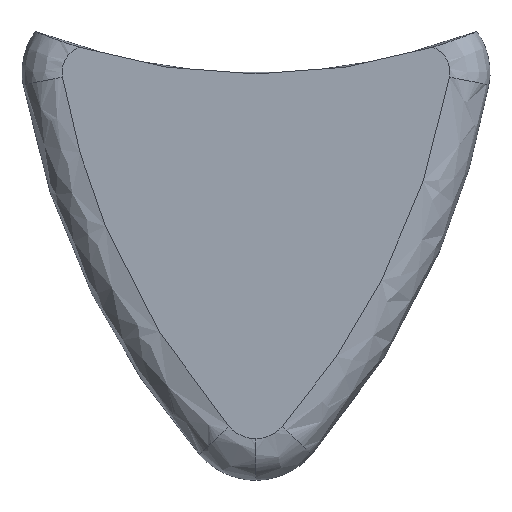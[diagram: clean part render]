
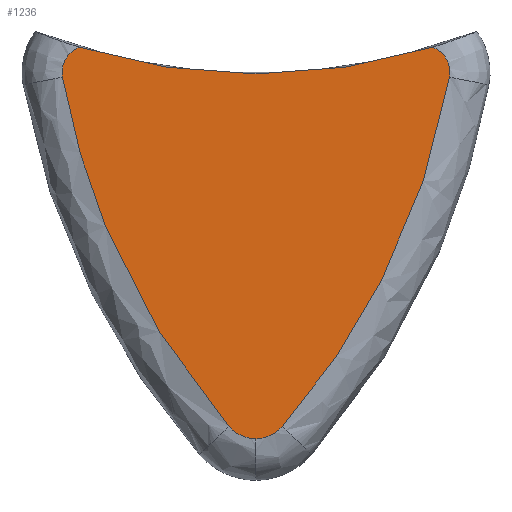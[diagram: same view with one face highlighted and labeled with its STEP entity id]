
A CAD part, top view. The second image highlights one B-rep face of the part: STEP entity #1236.
In plain terms, the highlighted planar face has unit normal (0, 0, 1).
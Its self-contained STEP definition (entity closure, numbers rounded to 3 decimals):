
#20=ELLIPSE('',#1354,1.324,1.279);
#23=ELLIPSE('',#1358,1.324,1.279);
#24=ELLIPSE('',#1359,35.444,34.239);
#25=ELLIPSE('',#1360,1.875,1.811);
#26=ELLIPSE('',#1361,1.875,1.811);
#27=ELLIPSE('',#1362,35.274,34.074);
#82=PLANE('',#1357);
#155=FACE_OUTER_BOUND('',#225,.T.);
#225=EDGE_LOOP('',(#1078,#1079,#1080,#1081,#1082,#1083,#1084));
#514=CIRCLE('',#1353,29.75);
#612=VERTEX_POINT('',#2045);
#614=VERTEX_POINT('',#2060);
#615=VERTEX_POINT('',#2151);
#617=VERTEX_POINT('',#2157);
#618=VERTEX_POINT('',#2159);
#619=VERTEX_POINT('',#2161);
#620=VERTEX_POINT('',#2163);
#784=EDGE_CURVE('',#612,#614,#514,.T.);
#785=EDGE_CURVE('',#612,#615,#20,.T.);
#788=EDGE_CURVE('',#617,#614,#23,.T.);
#789=EDGE_CURVE('',#618,#617,#24,.T.);
#790=EDGE_CURVE('',#619,#618,#25,.T.);
#791=EDGE_CURVE('',#620,#619,#26,.T.);
#792=EDGE_CURVE('',#615,#620,#27,.T.);
#1078=ORIENTED_EDGE('',*,*,#784,.T.);
#1079=ORIENTED_EDGE('',*,*,#788,.F.);
#1080=ORIENTED_EDGE('',*,*,#789,.F.);
#1081=ORIENTED_EDGE('',*,*,#790,.F.);
#1082=ORIENTED_EDGE('',*,*,#791,.F.);
#1083=ORIENTED_EDGE('',*,*,#792,.F.);
#1084=ORIENTED_EDGE('',*,*,#785,.F.);
#1236=ADVANCED_FACE('',(#155),#82,.T.);
#1353=AXIS2_PLACEMENT_3D('',#2073,#1690,#1691);
#1354=AXIS2_PLACEMENT_3D('',#2152,#1692,#1693);
#1357=AXIS2_PLACEMENT_3D('',#2156,#1698,#1699);
#1358=AXIS2_PLACEMENT_3D('',#2158,#1700,#1701);
#1359=AXIS2_PLACEMENT_3D('',#2160,#1702,#1703);
#1360=AXIS2_PLACEMENT_3D('',#2162,#1704,#1705);
#1361=AXIS2_PLACEMENT_3D('',#2164,#1706,#1707);
#1362=AXIS2_PLACEMENT_3D('',#2165,#1708,#1709);
#1690=DIRECTION('center_axis',(0.,0.,-1.));
#1691=DIRECTION('ref_axis',(1.,0.,0.));
#1692=DIRECTION('center_axis',(0.,0.,-1.));
#1693=DIRECTION('ref_axis',(0.,-1.,0.));
#1698=DIRECTION('center_axis',(0.,0.,1.));
#1699=DIRECTION('ref_axis',(-1.,0.,0.));
#1700=DIRECTION('center_axis',(0.,0.,-1.));
#1701=DIRECTION('ref_axis',(0.,1.,0.));
#1702=DIRECTION('center_axis',(0.,0.,-1.));
#1703=DIRECTION('ref_axis',(0.,1.,0.));
#1704=DIRECTION('center_axis',(0.,0.,-1.));
#1705=DIRECTION('ref_axis',(0.,1.,0.));
#1706=DIRECTION('center_axis',(0.,0.,-1.));
#1707=DIRECTION('ref_axis',(0.,-1.,0.));
#1708=DIRECTION('center_axis',(0.,0.,-1.));
#1709=DIRECTION('ref_axis',(0.,-1.,0.));
#2045=CARTESIAN_POINT('',(8.79,-28.422,2.));
#2060=CARTESIAN_POINT('',(-8.79,-28.422,2.));
#2073=CARTESIAN_POINT('Origin',(0.,0.,2.));
#2151=CARTESIAN_POINT('',(9.643,-29.916,2.));
#2152=CARTESIAN_POINT('Origin',(8.385,-29.678,2.));
#2156=CARTESIAN_POINT('Origin',(0.,-38.143,
2.));
#2157=CARTESIAN_POINT('',(-9.643,-29.916,2.));
#2158=CARTESIAN_POINT('Origin',(-8.385,-29.678,2.));
#2159=CARTESIAN_POINT('',(-1.343,-47.318,2.));
#2160=CARTESIAN_POINT('Origin',(24.035,-23.525,2.));
#2161=CARTESIAN_POINT('',(-0.009,-47.932,2.));
#2162=CARTESIAN_POINT('Origin',(-0.003,-46.057,
2.));
#2163=CARTESIAN_POINT('',(1.308,-47.32,2.));
#2164=CARTESIAN_POINT('Origin',(-0.031,-46.057,2.));
#2165=CARTESIAN_POINT('Origin',(-23.873,-23.556,2.));
